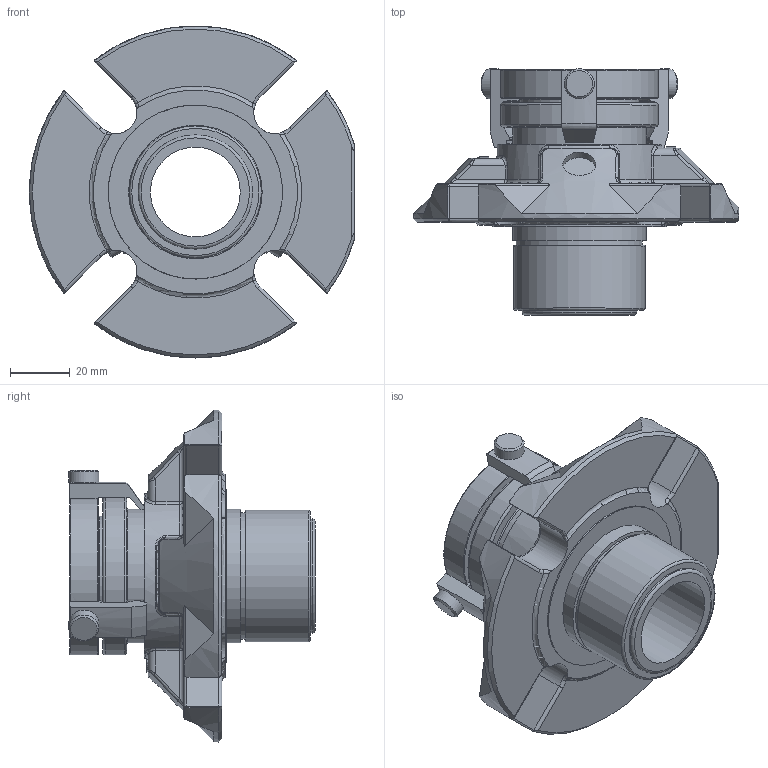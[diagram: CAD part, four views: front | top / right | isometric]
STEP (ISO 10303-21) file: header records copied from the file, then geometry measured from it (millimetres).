
FILE_DESCRIPTION(/* description */ ('Unknown'),/* implementation_level */ '2;1');
FILE_NAME(/* name */ '30mm',/* time_stamp */ '2023-02-06T12:46:14+00:00',/* author */ ('Unknown'),/* organization */ ('Unknown'),/* preprocessor_version */ 'ST-DEVELOPER v16.7',/* originating_system */ 'Solid Edge',/* authorisation */ 'Unknown');
FILE_SCHEMA (('AUTOMOTIVE_DESIGN {1 0 10303 214 3 1 1}'));
Length unit declared in the file: millimetre
Products named in the file (1): 30mm
Bounding box: 108.63 x 82.24 x 110.87 mm (x, y, z)
Volume: 188794.2 mm3; surface area: 45173.5 mm2
Topology: 1 solids, 1 shells, 526 faces, 1348 edges, 849 vertices
Faces by surface type: plane 196, cylinder 141, bspline 76, torus 65, cone 24, sphere 24
Full cylindrical faces by diameter (mm): 2.821 x1, 10 x3, 10.998 x2, 29.997 x1, 38.176 x1, 39.827 x1, 42.164 x1, 43.967 x1, 44.602 x2, 52.578 x1, 58.141 x1
Entity records: 18608 total; most frequent: CARTESIAN_POINT 6727, ORIENTED_EDGE 2596, DIRECTION 2243, EDGE_CURVE 1298, AXIS2_PLACEMENT_3D 870, VERTEX_POINT 836, EDGE_LOOP 600, FACE_BOUND 600
